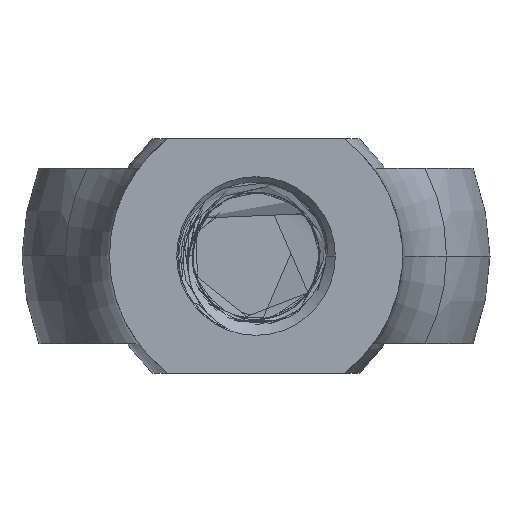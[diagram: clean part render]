
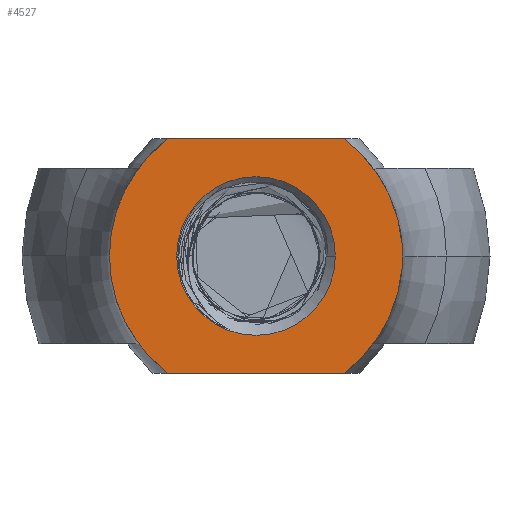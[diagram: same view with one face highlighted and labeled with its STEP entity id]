
A CAD part, front view. The second image highlights one B-rep face of the part: STEP entity #4527.
In plain terms, the highlighted planar face has unit normal (0, -1, 0).
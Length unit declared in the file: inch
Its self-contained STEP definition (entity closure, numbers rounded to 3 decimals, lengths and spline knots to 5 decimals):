
#33 = DIRECTION ( 'NONE',  ( 0., 1., 0. ) ) ;
#67 = DIRECTION ( 'NONE',  ( 0., 1., 0. ) ) ;
#257 = DIRECTION ( 'NONE',  ( -1., 0., 0. ) ) ;
#320 = EDGE_CURVE ( 'NONE', #5055, #2091, #2579, .T. ) ;
#514 = CARTESIAN_POINT ( 'NONE',  ( 0.14083, -0.6875, -0.1875 ) ) ;
#833 = EDGE_CURVE ( 'NONE', #1623, #4112, #5484, .T. ) ;
#838 = DIRECTION ( 'NONE',  ( 1., 0., 0. ) ) ;
#884 = ORIENTED_EDGE ( 'NONE', *, *, #2376, .F. ) ;
#921 = VERTEX_POINT ( 'NONE', #1225 ) ;
#940 = PLANE ( 'NONE',  #5594 ) ;
#1015 = ORIENTED_EDGE ( 'NONE', *, *, #2335, .F. ) ;
#1052 = AXIS2_PLACEMENT_3D ( 'NONE', #5425, #3130, #4970 ) ;
#1053 = AXIS2_PLACEMENT_3D ( 'NONE', #4331, #3904, #257 ) ;
#1225 = CARTESIAN_POINT ( 'NONE',  ( -0.2345, -0.6875, 0. ) ) ;
#1299 = CARTESIAN_POINT ( 'NONE',  ( -0.14083, -0.6875, 0.1875 ) ) ;
#1437 = VECTOR ( 'NONE', #1650, 39.37008 ) ;
#1451 = AXIS2_PLACEMENT_3D ( 'NONE', #3163, #2258, #1899 ) ;
#1453 = CARTESIAN_POINT ( 'NONE',  ( 0.14083, -0.6875, 0.1875 ) ) ;
#1465 = EDGE_CURVE ( 'NONE', #921, #2039, #3269, .T. ) ;
#1623 = VERTEX_POINT ( 'NONE', #5495 ) ;
#1650 = DIRECTION ( 'NONE',  ( -1., 0., 0. ) ) ;
#1652 = VERTEX_POINT ( 'NONE', #1453 ) ;
#1810 = DIRECTION ( 'NONE',  ( -1., 0., 0. ) ) ;
#1899 = DIRECTION ( 'NONE',  ( 1., 0., 0. ) ) ;
#2039 = VERTEX_POINT ( 'NONE', #1299 ) ;
#2091 = VERTEX_POINT ( 'NONE', #3100 ) ;
#2103 = CARTESIAN_POINT ( 'NONE',  ( 0., -0.6875, 0. ) ) ;
#2122 = EDGE_LOOP ( 'NONE', ( #5146, #5288, #5417, #2571, #884 ) ) ;
#2191 = CARTESIAN_POINT ( 'NONE',  ( 0.2345, -0.6875, 0.1875 ) ) ;
#2258 = DIRECTION ( 'NONE',  ( 0., -1., 0. ) ) ;
#2312 = CIRCLE ( 'NONE', #1451, 0.127 ) ;
#2335 = EDGE_CURVE ( 'NONE', #4112, #1623, #2312, .T. ) ;
#2376 = EDGE_CURVE ( 'NONE', #2091, #921, #3857, .T. ) ;
#2571 = ORIENTED_EDGE ( 'NONE', *, *, #1465, .F. ) ;
#2579 = LINE ( 'NONE', #2638, #1437 ) ;
#2580 = CIRCLE ( 'NONE', #5673, 0.2345 ) ;
#2635 = EDGE_CURVE ( 'NONE', #2039, #1652, #2647, .T. ) ;
#2638 = CARTESIAN_POINT ( 'NONE',  ( 0.2345, -0.6875, -0.1875 ) ) ;
#2647 = LINE ( 'NONE', #2191, #5295 ) ;
#2693 = AXIS2_PLACEMENT_3D ( 'NONE', #4615, #33, #1810 ) ;
#2718 = DIRECTION ( 'NONE',  ( -1., 0., 0. ) ) ;
#3100 = CARTESIAN_POINT ( 'NONE',  ( -0.14083, -0.6875, -0.1875 ) ) ;
#3130 = DIRECTION ( 'NONE',  ( 0., -1., 0. ) ) ;
#3163 = CARTESIAN_POINT ( 'NONE',  ( 0., -0.6875, 0. ) ) ;
#3269 = CIRCLE ( 'NONE', #1053, 0.2345 ) ;
#3614 = FACE_OUTER_BOUND ( 'NONE', #2122, .T. ) ;
#3857 = CIRCLE ( 'NONE', #2693, 0.2345 ) ;
#3904 = DIRECTION ( 'NONE',  ( 0., 1., 0. ) ) ;
#4112 = VERTEX_POINT ( 'NONE', #5872 ) ;
#4123 = ORIENTED_EDGE ( 'NONE', *, *, #833, .F. ) ;
#4331 = CARTESIAN_POINT ( 'NONE',  ( 0., -0.6875, 0. ) ) ;
#4527 = ADVANCED_FACE ( 'NONE', ( #5102, #3614 ), #940, .F. ) ;
#4615 = CARTESIAN_POINT ( 'NONE',  ( 0., -0.6875, 0. ) ) ;
#4846 = DIRECTION ( 'NONE',  ( 0., 1., 0. ) ) ;
#4970 = DIRECTION ( 'NONE',  ( 1., 0., 0. ) ) ;
#5055 = VERTEX_POINT ( 'NONE', #514 ) ;
#5102 = FACE_BOUND ( 'NONE', #5871, .T. ) ;
#5146 = ORIENTED_EDGE ( 'NONE', *, *, #320, .F. ) ;
#5288 = ORIENTED_EDGE ( 'NONE', *, *, #5366, .F. ) ;
#5295 = VECTOR ( 'NONE', #838, 39.37008 ) ;
#5360 = DIRECTION ( 'NONE',  ( -1., 0., 0. ) ) ;
#5366 = EDGE_CURVE ( 'NONE', #1652, #5055, #2580, .T. ) ;
#5417 = ORIENTED_EDGE ( 'NONE', *, *, #2635, .F. ) ;
#5425 = CARTESIAN_POINT ( 'NONE',  ( 0., -0.6875, 0. ) ) ;
#5461 = CARTESIAN_POINT ( 'NONE',  ( 0.2345, -0.6875, 0. ) ) ;
#5484 = CIRCLE ( 'NONE', #1052, 0.127 ) ;
#5495 = CARTESIAN_POINT ( 'NONE',  ( 0.127, -0.6875, 0. ) ) ;
#5594 = AXIS2_PLACEMENT_3D ( 'NONE', #5461, #67, #2718 ) ;
#5673 = AXIS2_PLACEMENT_3D ( 'NONE', #2103, #4846, #5360 ) ;
#5871 = EDGE_LOOP ( 'NONE', ( #4123, #1015 ) ) ;
#5872 = CARTESIAN_POINT ( 'NONE',  ( -0.127, -0.6875, 0. ) ) ;
